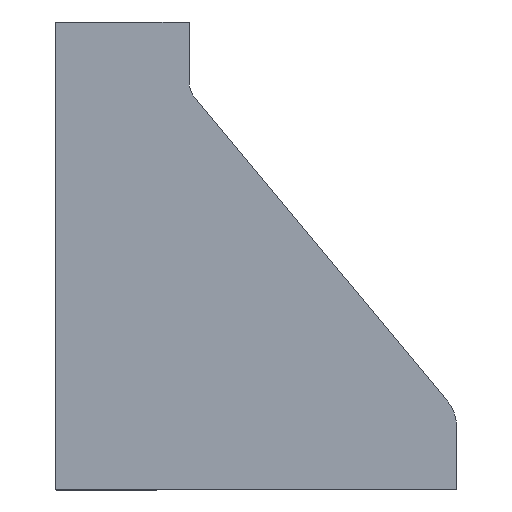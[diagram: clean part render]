
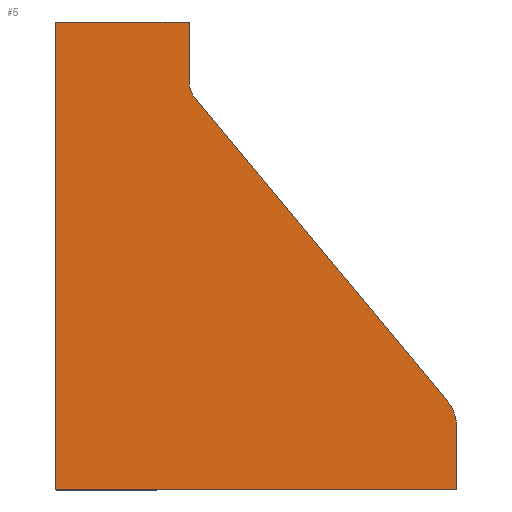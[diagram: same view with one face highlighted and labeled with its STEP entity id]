
A CAD part, front view. The second image highlights one B-rep face of the part: STEP entity #5.
In plain terms, the highlighted planar face has unit normal (0, -1, 0).
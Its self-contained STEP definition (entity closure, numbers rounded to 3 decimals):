
#5 = ADVANCED_FACE ( 'NONE', ( #1322 ), #1415, .F. ) ;
#83 = CARTESIAN_POINT ( 'NONE',  ( 350., 0., -350. ) ) ;
#98 = CARTESIAN_POINT ( 'NONE',  ( 150., 0., -44.501 ) ) ;
#99 = CARTESIAN_POINT ( 'NONE',  ( 343.047, 0., -283.398 ) ) ;
#109 = CARTESIAN_POINT ( 'NONE',  ( 154.636, 0., -57.304 ) ) ;
#110 = CARTESIAN_POINT ( 'NONE',  ( 50., 0., -350. ) ) ;
#254 = LINE ( 'NONE', #1016, #256 ) ;
#256 = VECTOR ( 'NONE', #989, 1000. ) ;
#334 = AXIS2_PLACEMENT_3D ( 'NONE', #1129, #1130, #1131 ) ;
#351 = AXIS2_PLACEMENT_3D ( 'NONE', #1126, #881, #882 ) ;
#378 = EDGE_CURVE ( 'NONE', #1202, #585, #254, .T. ) ;
#454 = EDGE_CURVE ( 'NONE', #1217, #574, #1693, .T. ) ;
#562 = VERTEX_POINT ( 'NONE', #798 ) ;
#574 = VERTEX_POINT ( 'NONE', #807 ) ;
#585 = VERTEX_POINT ( 'NONE', #815 ) ;
#615 = ORIENTED_EDGE ( 'NONE', *, *, #1168, .T. ) ;
#621 = ORIENTED_EDGE ( 'NONE', *, *, #454, .T. ) ;
#622 = ORIENTED_EDGE ( 'NONE', *, *, #1170, .T. ) ;
#623 = ORIENTED_EDGE ( 'NONE', *, *, #1162, .F. ) ;
#629 = ORIENTED_EDGE ( 'NONE', *, *, #1159, .F. ) ;
#630 = ORIENTED_EDGE ( 'NONE', *, *, #1169, .T. ) ;
#633 = ORIENTED_EDGE ( 'NONE', *, *, #1167, .F. ) ;
#634 = ORIENTED_EDGE ( 'NONE', *, *, #378, .T. ) ;
#785 = DIRECTION ( 'NONE',  ( 0., 0., 1. ) ) ;
#798 = CARTESIAN_POINT ( 'NONE',  ( 50., 0., 0. ) ) ;
#807 = CARTESIAN_POINT ( 'NONE',  ( 150., 0., 0. ) ) ;
#815 = CARTESIAN_POINT ( 'NONE',  ( 350., 0., -302.603 ) ) ;
#877 = DIRECTION ( 'NONE',  ( -0.64, 0., 0.768 ) ) ;
#879 = CARTESIAN_POINT ( 'NONE',  ( 154.636, 0., -57.304 ) ) ;
#881 = DIRECTION ( 'NONE',  ( 0., -1., 0. ) ) ;
#882 = DIRECTION ( 'NONE',  ( 0., 0., 1. ) ) ;
#890 = CARTESIAN_POINT ( 'NONE',  ( 150., 0., 0. ) ) ;
#989 = DIRECTION ( 'NONE',  ( 0., 0., 1. ) ) ;
#1016 = CARTESIAN_POINT ( 'NONE',  ( 350., 0., -302.603 ) ) ;
#1126 = CARTESIAN_POINT ( 'NONE',  ( 320., 0., -302.603 ) ) ;
#1127 = CARTESIAN_POINT ( 'NONE',  ( 50., 0., 0. ) ) ;
#1128 = DIRECTION ( 'NONE',  ( 0., 0., 1. ) ) ;
#1129 = CARTESIAN_POINT ( 'NONE',  ( 170., 0., -44.501 ) ) ;
#1130 = DIRECTION ( 'NONE',  ( 0., 1., 0. ) ) ;
#1131 = DIRECTION ( 'NONE',  ( 0., 0., 1. ) ) ;
#1136 = CARTESIAN_POINT ( 'NONE',  ( -250., 0., -350. ) ) ;
#1137 = DIRECTION ( 'NONE',  ( -1., 0., 0. ) ) ;
#1140 = CARTESIAN_POINT ( 'NONE',  ( -50., 0., 0. ) ) ;
#1141 = DIRECTION ( 'NONE',  ( 1., 0., 0. ) ) ;
#1159 = EDGE_CURVE ( 'NONE', #562, #574, #1733, .T. ) ;
#1162 = EDGE_CURVE ( 'NONE', #1202, #1229, #1739, .T. ) ;
#1167 = EDGE_CURVE ( 'NONE', #1229, #562, #1749, .T. ) ;
#1168 = EDGE_CURVE ( 'NONE', #585, #1218, #1751, .T. ) ;
#1169 = EDGE_CURVE ( 'NONE', #1218, #1228, #1753, .T. ) ;
#1170 = EDGE_CURVE ( 'NONE', #1228, #1217, #1754, .T. ) ;
#1202 = VERTEX_POINT ( 'NONE', #83 ) ;
#1217 = VERTEX_POINT ( 'NONE', #98 ) ;
#1218 = VERTEX_POINT ( 'NONE', #99 ) ;
#1228 = VERTEX_POINT ( 'NONE', #109 ) ;
#1229 = VERTEX_POINT ( 'NONE', #110 ) ;
#1267 = EDGE_LOOP ( 'NONE', ( #629, #633, #623, #634, #615, #630, #622, #621 ) ) ;
#1322 = FACE_OUTER_BOUND ( 'NONE', #1267, .T. ) ;
#1384 = AXIS2_PLACEMENT_3D ( 'NONE', #1405, #1414, #1401 ) ;
#1401 = DIRECTION ( 'NONE',  ( 0., 0., 1. ) ) ;
#1405 = CARTESIAN_POINT ( 'NONE',  ( -70., 0., -44.501 ) ) ;
#1414 = DIRECTION ( 'NONE',  ( 0., 1., 0. ) ) ;
#1415 = PLANE ( 'NONE',  #1384 ) ;
#1693 = LINE ( 'NONE', #890, #1696 ) ;
#1696 = VECTOR ( 'NONE', #785, 1000. ) ;
#1733 = LINE ( 'NONE', #1140, #1736 ) ;
#1736 = VECTOR ( 'NONE', #1141, 1000. ) ;
#1739 = LINE ( 'NONE', #1136, #1742 ) ;
#1742 = VECTOR ( 'NONE', #1137, 1000. ) ;
#1749 = LINE ( 'NONE', #1127, #1752 ) ;
#1751 = CIRCLE ( 'NONE', #351, 30. ) ;
#1752 = VECTOR ( 'NONE', #1128, 1000. ) ;
#1753 = LINE ( 'NONE', #879, #1755 ) ;
#1754 = CIRCLE ( 'NONE', #334, 20. ) ;
#1755 = VECTOR ( 'NONE', #877, 1000. ) ;
